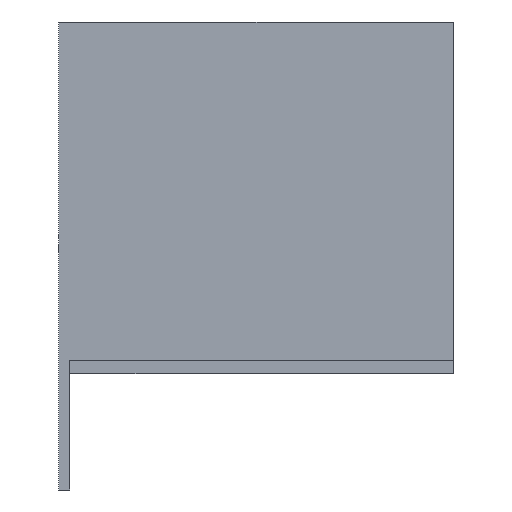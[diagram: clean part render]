
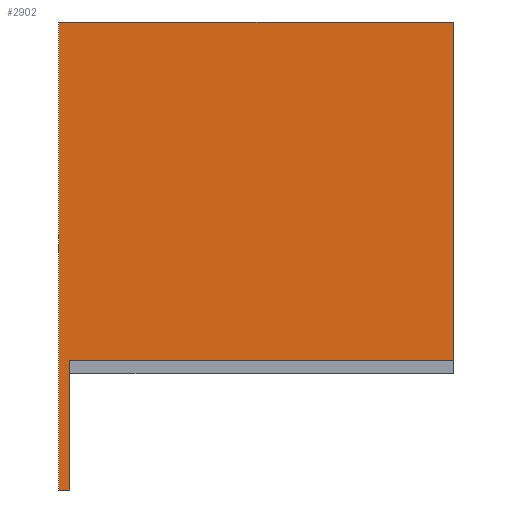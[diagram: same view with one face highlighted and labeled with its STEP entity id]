
A CAD part, left-side view. The second image highlights one B-rep face of the part: STEP entity #2902.
In plain terms, the highlighted planar face has unit normal (-1, 0, 0).
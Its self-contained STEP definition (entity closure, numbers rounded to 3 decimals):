
#2873=AXIS2_PLACEMENT_3D('Plane Axis2P3D',#2870,#2871,#2872) ;
#614=CARTESIAN_POINT('Vertex',(-52.5,68.,112.4)) ;
#617=CARTESIAN_POINT('Line Origine',(-52.5,68.,100.9)) ;
#621=CARTESIAN_POINT('Vertex',(-52.5,68.,89.4)) ;
#908=CARTESIAN_POINT('Line Origine',(-52.5,69.,89.4)) ;
#912=CARTESIAN_POINT('Vertex',(-52.5,70.,89.4)) ;
#1828=CARTESIAN_POINT('Line Origine',(-52.5,70.,130.9)) ;
#1832=CARTESIAN_POINT('Vertex',(-52.5,70.,172.4)) ;
#2870=CARTESIAN_POINT('Axis2P3D Location',(-52.5,0.,0.)) ;
#2875=CARTESIAN_POINT('Line Origine',(-52.5,35.,172.4)) ;
#2879=CARTESIAN_POINT('Vertex',(-52.5,0.,172.4)) ;
#2882=CARTESIAN_POINT('Line Origine',(-52.5,34.,112.4)) ;
#2886=CARTESIAN_POINT('Vertex',(-52.5,0.,112.4)) ;
#2889=CARTESIAN_POINT('Line Origine',(-52.5,0.,142.4)) ;
#618=DIRECTION('Vector Direction',(0.,0.,1.)) ;
#909=DIRECTION('Vector Direction',(0.,-1.,0.)) ;
#1829=DIRECTION('Vector Direction',(0.,0.,-1.)) ;
#2871=DIRECTION('Axis2P3D Direction',(1.,0.,0.)) ;
#2872=DIRECTION('Axis2P3D XDirection',(0.,1.,0.)) ;
#2876=DIRECTION('Vector Direction',(0.,1.,0.)) ;
#2883=DIRECTION('Vector Direction',(0.,-1.,0.)) ;
#2890=DIRECTION('Vector Direction',(0.,0.,1.)) ;
#619=VECTOR('Line Direction',#618,1.) ;
#910=VECTOR('Line Direction',#909,1.) ;
#1830=VECTOR('Line Direction',#1829,1.) ;
#2877=VECTOR('Line Direction',#2876,1.) ;
#2884=VECTOR('Line Direction',#2883,1.) ;
#2891=VECTOR('Line Direction',#2890,1.) ;
#2895=ORIENTED_EDGE('',*,*,#2881,.F.) ;
#2896=ORIENTED_EDGE('',*,*,#1834,.F.) ;
#2897=ORIENTED_EDGE('',*,*,#914,.F.) ;
#2898=ORIENTED_EDGE('',*,*,#623,.F.) ;
#2899=ORIENTED_EDGE('',*,*,#2888,.F.) ;
#2900=ORIENTED_EDGE('',*,*,#2893,.F.) ;
#2902=ADVANCED_FACE('Copriterminale alto HTC superiore',(#2901),#2874,.F.) ;
#623=EDGE_CURVE('',#615,#622,#620,.F.) ;
#914=EDGE_CURVE('',#622,#913,#911,.F.) ;
#1834=EDGE_CURVE('',#913,#1833,#1831,.F.) ;
#2881=EDGE_CURVE('',#1833,#2880,#2878,.F.) ;
#2888=EDGE_CURVE('',#2887,#615,#2885,.F.) ;
#2893=EDGE_CURVE('',#2880,#2887,#2892,.F.) ;
#2894=EDGE_LOOP('',(#2895,#2896,#2897,#2898,#2899,#2900)) ;
#2901=FACE_OUTER_BOUND('',#2894,.T.) ;
#620=LINE('Line',#617,#619) ;
#911=LINE('Line',#908,#910) ;
#1831=LINE('Line',#1828,#1830) ;
#2878=LINE('Line',#2875,#2877) ;
#2885=LINE('Line',#2882,#2884) ;
#2892=LINE('Line',#2889,#2891) ;
#2874=PLANE('',#2873) ;
#615=VERTEX_POINT('',#614) ;
#622=VERTEX_POINT('',#621) ;
#913=VERTEX_POINT('',#912) ;
#1833=VERTEX_POINT('',#1832) ;
#2880=VERTEX_POINT('',#2879) ;
#2887=VERTEX_POINT('',#2886) ;
